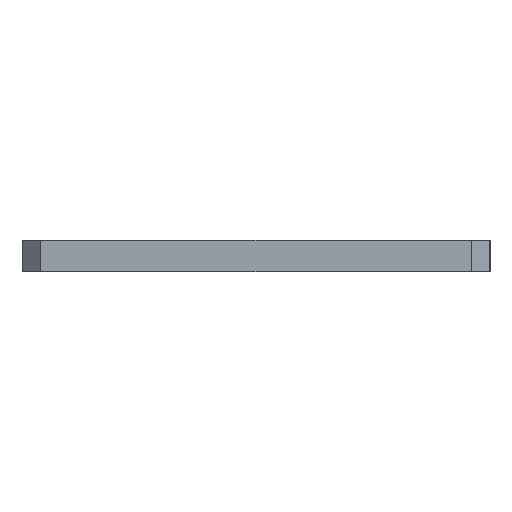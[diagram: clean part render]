
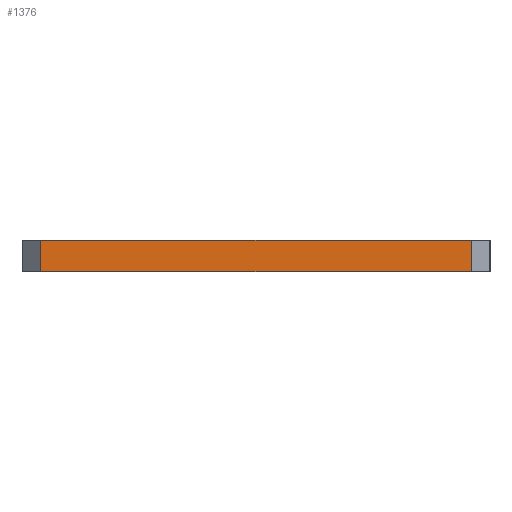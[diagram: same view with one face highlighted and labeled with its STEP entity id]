
A CAD part, left-side view. The second image highlights one B-rep face of the part: STEP entity #1376.
In plain terms, the highlighted planar face has unit normal (-1, 0, 0).
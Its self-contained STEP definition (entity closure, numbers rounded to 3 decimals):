
#304=FACE_OUTER_BOUND('',#382,.T.);
#382=EDGE_LOOP('',(#1066,#1067,#1068,#1069));
#463=LINE('',#1995,#585);
#496=LINE('',#2112,#618);
#497=LINE('',#2115,#619);
#498=LINE('',#2116,#620);
#585=VECTOR('',#1602,10.);
#618=VECTOR('',#1693,10.);
#619=VECTOR('',#1696,10.);
#620=VECTOR('',#1697,10.);
#705=VERTEX_POINT('',#1992);
#706=VERTEX_POINT('',#1994);
#761=VERTEX_POINT('',#2110);
#762=VERTEX_POINT('',#2114);
#823=EDGE_CURVE('',#705,#706,#463,.T.);
#882=EDGE_CURVE('',#706,#761,#496,.T.);
#883=EDGE_CURVE('',#762,#705,#497,.T.);
#884=EDGE_CURVE('',#761,#762,#498,.T.);
#1066=ORIENTED_EDGE('',*,*,#882,.F.);
#1067=ORIENTED_EDGE('',*,*,#823,.F.);
#1068=ORIENTED_EDGE('',*,*,#883,.F.);
#1069=ORIENTED_EDGE('',*,*,#884,.F.);
#1342=PLANE('',#1485);
#1376=ADVANCED_FACE('',(#304),#1342,.F.);
#1485=AXIS2_PLACEMENT_3D('',#2113,#1694,#1695);
#1602=DIRECTION('',(0.,-1.,0.));
#1693=DIRECTION('',(0.,0.,-1.));
#1694=DIRECTION('center_axis',(1.,0.,0.));
#1695=DIRECTION('ref_axis',(0.,1.,0.));
#1696=DIRECTION('',(0.,0.,1.));
#1697=DIRECTION('',(0.,1.,0.));
#1992=CARTESIAN_POINT('',(-380.,69.,5.));
#1994=CARTESIAN_POINT('',(-380.,-69.,5.));
#1995=CARTESIAN_POINT('',(-380.,-37.5,5.));
#2110=CARTESIAN_POINT('',(-380.,-69.,-5.));
#2112=CARTESIAN_POINT('',(-380.,-69.,-5.));
#2113=CARTESIAN_POINT('Origin',(-380.,-75.,-5.));
#2114=CARTESIAN_POINT('',(-380.,69.,-5.));
#2115=CARTESIAN_POINT('',(-380.,69.,-5.));
#2116=CARTESIAN_POINT('',(-380.,-37.5,-5.));
